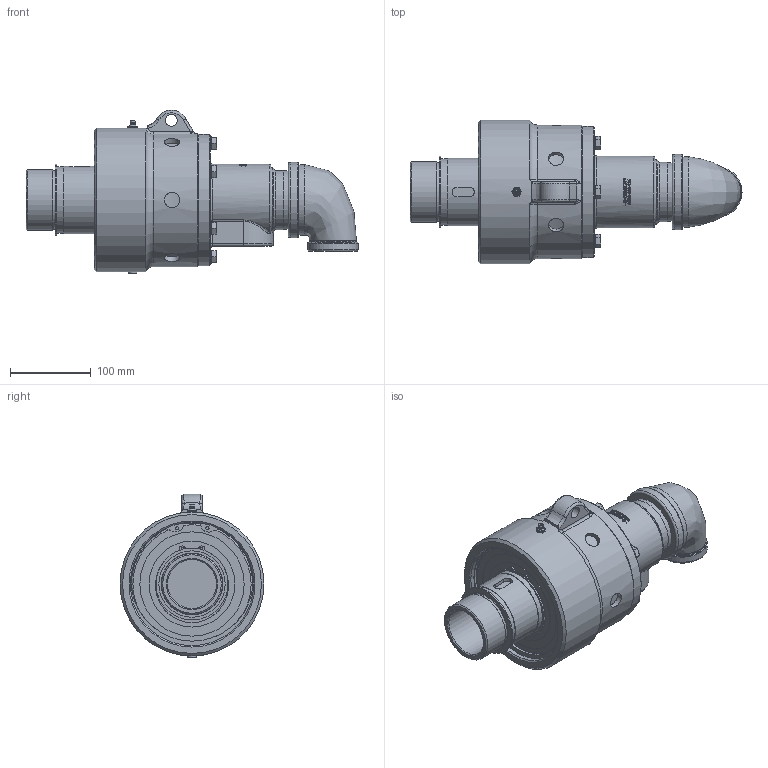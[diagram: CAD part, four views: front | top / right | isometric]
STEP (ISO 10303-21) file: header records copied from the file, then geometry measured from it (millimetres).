
FILE_DESCRIPTION(/* description */ (''),/* implementation_level */ '2;1');
FILE_NAME(/* name */ '6250-002-121-IC.stp',/* time_stamp */ '2020-05-21T09:41:12-05:00',/* author */ ('GALINDOLM'),/* organization */ (''),/* preprocessor_version */ 'ST-DEVELOPER v18',/* originating_system */ 'Autodesk Inventor 2020',/* authorisation */ '');
FILE_SCHEMA (('AUTOMOTIVE_DESIGN { 1 0 10303 214 3 1 1 }'));
Length unit declared in the file: millimetre
Products named in the file (1): 6250-002-121-IC
Bounding box: 410.08 x 177.8 x 202.28 mm (x, y, z)
Volume: 3875107.9 mm3; surface area: 311231.7 mm2
Topology: 1 solids, 2 shells, 810 faces, 2105 edges, 1358 vertices
Faces by surface type: plane 403, bspline 160, cylinder 154, cone 61, torus 27, sphere 5
Full cylindrical faces by diameter (mm): 3 x1, 3.2 x2, 3.96 x2, 9.525 x6, 10.004 x1, 10.3 x6, 14.3 x1, 16.7 x6, 19 x6, 43.256 x2, 57.991 x1, 60.3 x1, 61.9 x1, 73.025 x1, 75.184 x1, 76.2 x1, 80.6 x1, 82 x1, 83.3 x1, 84.96 x1, 85 x1, 88.9 x1, 92.9 x1, 106.225 x1, 127.558 x1, 128.775 x1, 150 x1, 152.4 x1, 159.26 x1, 161.9 x1
Entity records: 32007 total; most frequent: CARTESIAN_POINT 12187, ORIENTED_EDGE 4206, DIRECTION 3838, EDGE_CURVE 2103, AXIS2_PLACEMENT_3D 1543, VERTEX_POINT 1358, EDGE_LOOP 917, FACE_OUTER_BOUND 810
